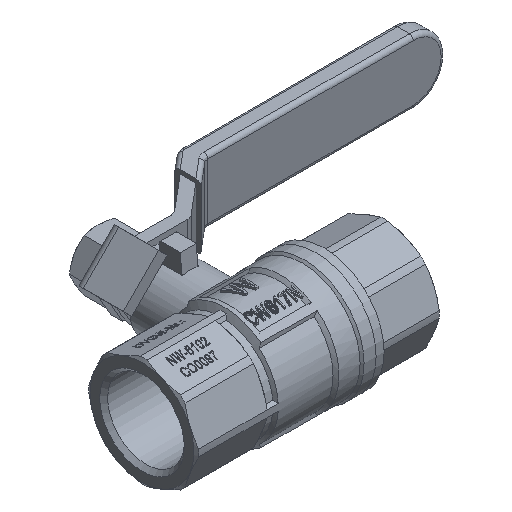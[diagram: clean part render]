
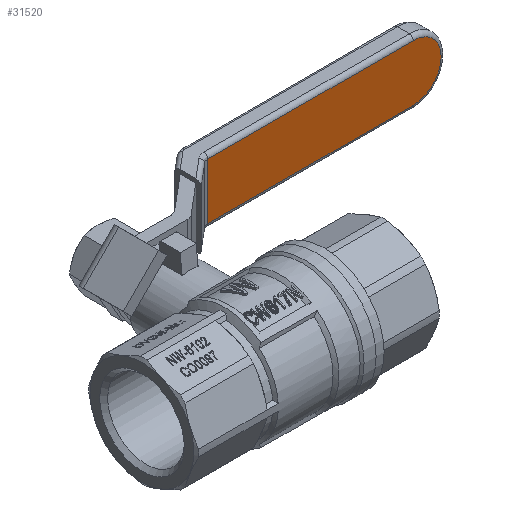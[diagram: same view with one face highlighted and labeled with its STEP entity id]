
A CAD part, isometric view. The second image highlights one B-rep face of the part: STEP entity #31520.
In plain terms, the highlighted planar face has unit normal (0, -1, 0).
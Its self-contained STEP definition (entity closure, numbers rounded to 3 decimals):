
#1105=CIRCLE('',#33377,7.);
#1610=ORIENTED_EDGE('',*,*,#11098,.T.);
#1611=ORIENTED_EDGE('',*,*,#11099,.T.);
#1612=ORIENTED_EDGE('',*,*,#11100,.T.);
#1613=ORIENTED_EDGE('',*,*,#11101,.T.);
#11098=EDGE_CURVE('',#15852,#15853,#19050,.T.);
#11099=EDGE_CURVE('',#15853,#15854,#1105,.T.);
#11100=EDGE_CURVE('',#15854,#15855,#19051,.T.);
#11101=EDGE_CURVE('',#15855,#15852,#19052,.T.);
#15852=VERTEX_POINT('',#45608);
#15853=VERTEX_POINT('',#45609);
#15854=VERTEX_POINT('',#45611);
#15855=VERTEX_POINT('',#45613);
#19050=LINE('',#45607,#22654);
#19051=LINE('',#45612,#22655);
#19052=LINE('',#45614,#22656);
#22654=VECTOR('',#36345,1000.);
#22655=VECTOR('',#36348,1000.);
#22656=VECTOR('',#36349,1000.);
#26188=EDGE_LOOP('',(#1610,#1611,#1612,#1613));
#28074=FACE_BOUND('',#26188,.T.);
#29945=PLANE('',#33376);
#31520=ADVANCED_FACE('',(#28074),#29945,.T.);
#33376=AXIS2_PLACEMENT_3D('',#45606,#36343,#36344);
#33377=AXIS2_PLACEMENT_3D('',#45610,#36346,#36347);
#36343=DIRECTION('',(0.,-1.,0.));
#36344=DIRECTION('',(-1.,0.,0.));
#36345=DIRECTION('',(1.,0.,0.));
#36346=DIRECTION('',(0.,-1.,0.));
#36347=DIRECTION('',(1.,0.,0.));
#36348=DIRECTION('',(-1.,0.,0.));
#36349=DIRECTION('',(0.,0.,-1.));
#45606=CARTESIAN_POINT('',(87.5,39.5,-14.));
#45607=CARTESIAN_POINT('',(51.853,39.5,-21.));
#45608=CARTESIAN_POINT('',(24.207,39.5,-21.));
#45609=CARTESIAN_POINT('',(75.5,39.5,-21.));
#45610=CARTESIAN_POINT('',(75.5,39.5,-14.));
#45611=CARTESIAN_POINT('',(75.5,39.5,-7.));
#45612=CARTESIAN_POINT('',(51.854,39.5,-7.));
#45613=CARTESIAN_POINT('',(24.207,39.5,-7.));
#45614=CARTESIAN_POINT('',(24.207,39.5,-14.));
